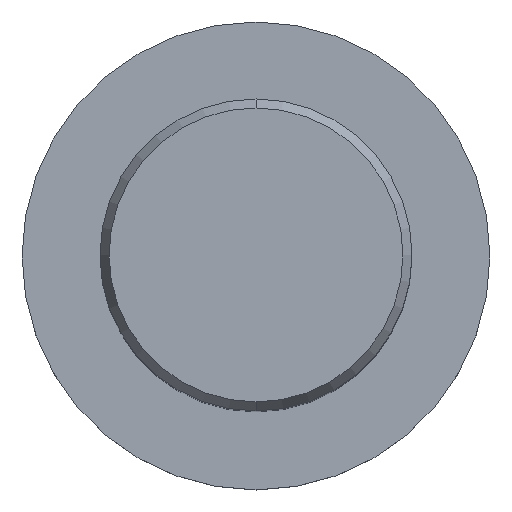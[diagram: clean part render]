
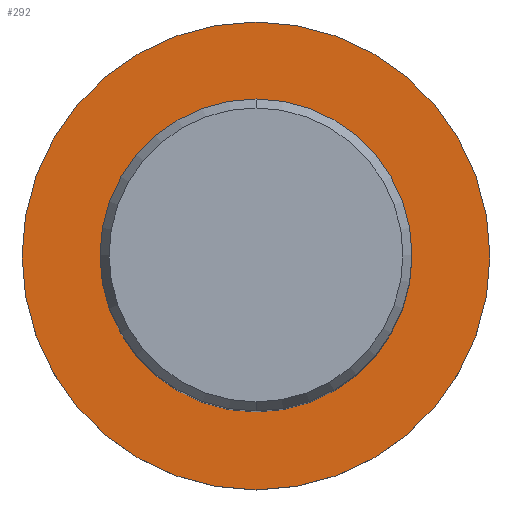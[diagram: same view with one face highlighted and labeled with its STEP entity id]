
A CAD part, top view. The second image highlights one B-rep face of the part: STEP entity #292.
In plain terms, the highlighted planar face has unit normal (0, 0, 1).
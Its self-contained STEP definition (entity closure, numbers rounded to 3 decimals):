
#206=EDGE_CURVE('',#378,#228,#540,.T.);
#228=VERTEX_POINT('',#564);
#292=ADVANCED_FACE('',(#634,#635),#636,.T.);
#350=EDGE_CURVE('',#228,#378,#699,.T.);
#358=VERTEX_POINT('',#708);
#370=EDGE_CURVE('',#446,#358,#720,.T.);
#378=VERTEX_POINT('',#729);
#446=VERTEX_POINT('',#804);
#452=EDGE_CURVE('',#358,#446,#811,.T.);
#540=CIRCLE('',#930,16.0);
#564=CARTESIAN_POINT('',(0.0,16.0,-60.0));
#634=FACE_BOUND('',#1146,.T.);
#635=FACE_OUTER_BOUND('',#1147,.T.);
#636=PLANE('',#1148);
#699=CIRCLE('',#1259,16.0);
#708=CARTESIAN_POINT('',(0.,-24.0,-60.0));
#720=CIRCLE('',#1285,24.0);
#729=CARTESIAN_POINT('',(0.,-16.0,-60.0));
#804=CARTESIAN_POINT('',(0.0,24.0,-60.0));
#811=CIRCLE('',#1443,24.0);
#930=AXIS2_PLACEMENT_3D('',#1625,#1626,#1627);
#1146=EDGE_LOOP('',(#1715,#1716));
#1147=EDGE_LOOP('',(#1717,#1718));
#1148=AXIS2_PLACEMENT_3D('',#1719,#1720,#1721);
#1259=AXIS2_PLACEMENT_3D('',#1788,#1789,#1790);
#1285=AXIS2_PLACEMENT_3D('',#1808,#1809,#1810);
#1443=AXIS2_PLACEMENT_3D('',#1934,#1935,#1936);
#1625=CARTESIAN_POINT('',(0.0,0.0,-60.0));
#1626=DIRECTION('',(-0.0,0.0,-1.0));
#1627=DIRECTION('',(0.0,1.0,0.0));
#1715=ORIENTED_EDGE('',*,*,#350,.T.);
#1716=ORIENTED_EDGE('',*,*,#206,.T.);
#1717=ORIENTED_EDGE('',*,*,#370,.F.);
#1718=ORIENTED_EDGE('',*,*,#452,.F.);
#1719=CARTESIAN_POINT('',(0.0,12.0,-60.0));
#1720=DIRECTION('',(-0.0,0.0,1.0));
#1721=DIRECTION('',(0.0,-1.0,0.0));
#1788=CARTESIAN_POINT('',(0.0,0.0,-60.0));
#1789=DIRECTION('',(-0.0,0.0,-1.0));
#1790=DIRECTION('',(0.0,1.0,0.0));
#1808=CARTESIAN_POINT('',(0.0,0.0,-60.0));
#1809=DIRECTION('',(0.0,0.0,-1.0));
#1810=DIRECTION('',(0.0,1.0,0.0));
#1934=CARTESIAN_POINT('',(0.0,0.0,-60.0));
#1935=DIRECTION('',(0.0,0.0,-1.0));
#1936=DIRECTION('',(0.0,1.0,0.0));
